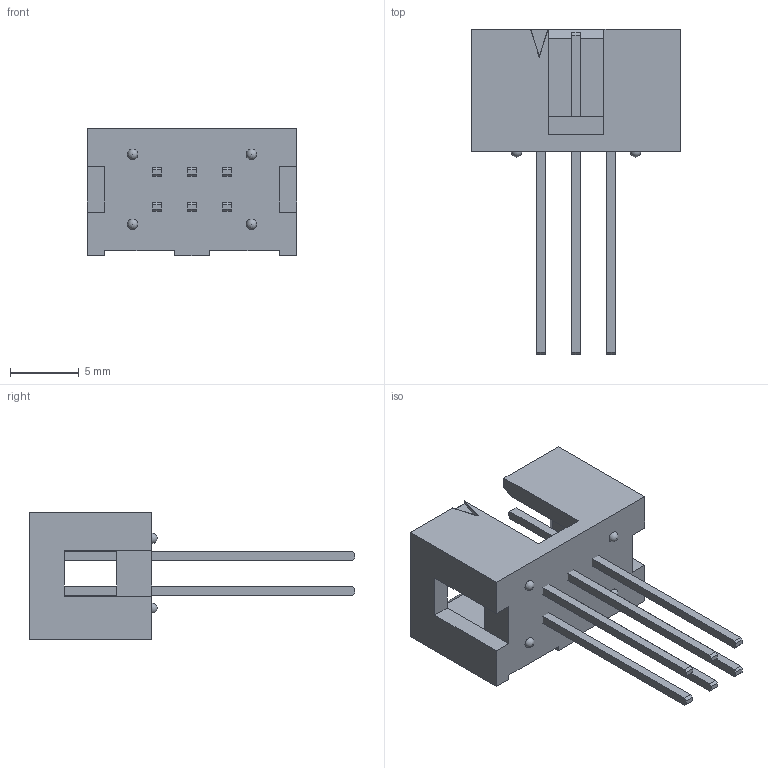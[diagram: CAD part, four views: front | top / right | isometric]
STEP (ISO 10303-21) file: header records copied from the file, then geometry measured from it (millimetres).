
FILE_DESCRIPTION(/* description */ ('STEP AP214'),/* implementation_level */ '2;1');
FILE_NAME(/* name */ 'TST-103-03-T-D',/* time_stamp */ '2025-09-22T04:31:01+02:00',/* author */ ('License CC BY-ND 4.0'),/* organization */ ('CADENAS'),/* preprocessor_version */ 'ST-DEVELOPER v19.3',/* originating_system */ 'PARTsolutions',/* authorisation */ ' ');
FILE_SCHEMA (('AUTOMOTIVE_DESIGN {1 0 10303 214 3 1 1}'));
Length unit declared in the file: inch
Products named in the file (4): TST-103-03-T-D; TST-103-03-D_header; TST-First_Position_Indicator; T-1S6-03-03-D
Assembly tree (3 placements, depth 2):
  TST-103-03-T-D
    TST-103-03-D_header
    TST-First_Position_Indicator
    T-1S6-03-03-D
Bounding box: 15.24 x 23.62 x 9.27 mm (x, y, z)
Volume: 678.5 mm3; surface area: 1305 mm2
Topology: 3 solids, 3 shells, 122 faces, 353 edges, 233 vertices
Faces by surface type: plane 118, sphere 4
Entity records: 3946 total; most frequent: CARTESIAN_POINT 692, ORIENTED_EDGE 682, DIRECTION 597, EDGE_CURVE 341, LINE 337, VECTOR 337, VERTEX_POINT 225, AXIS2_PLACEMENT_3D 130
